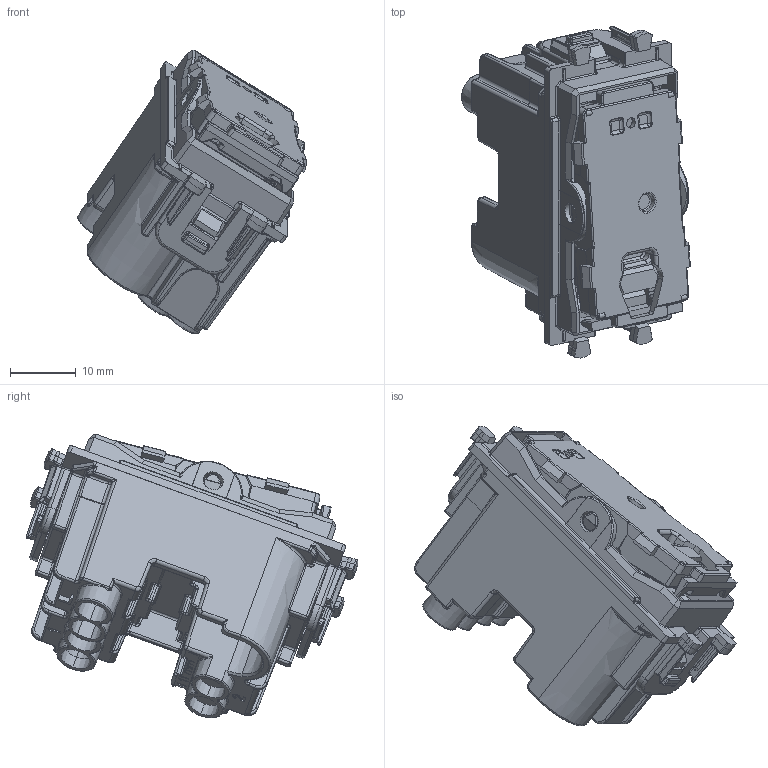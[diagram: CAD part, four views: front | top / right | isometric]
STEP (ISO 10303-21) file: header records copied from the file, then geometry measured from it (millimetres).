
FILE_DESCRIPTION(('CATIA V5 STEP Exchange'),'2;1');
FILE_NAME('441001ST.stp','2024-02-16T07:33:40+00:00',('none'),('none'),'CATIA Version 5-6 Release 2016 SP6','CATIA V5 STEP AP203','none');
FILE_SCHEMA(('CONFIG_CONTROL_DESIGN'));
Length unit declared in the file: millimetre
Products named in the file (1): 441001ST
Assembly tree (9 placements, depth 2):
  441001ST
    #57
    #54987
    #109992
    #139051
    #141621
    #143276  x2
    #145189  x2
Bounding box: 34.91 x 50.65 x 43.28 mm (x, y, z)
Volume: 10988.6 mm3; surface area: 18721.1 mm2
Topology: 10 solids, 10 shells, 3776 faces, 9786 edges, 5797 vertices
Faces by surface type: cylinder 1384, plane 1343, bspline 609, sphere 199, cone 141, torus 84, extrusion 16
Entity records: 146028 total; most frequent: CARTESIAN_POINT 69666, ORIENTED_EDGE 18648, DIRECTION 10728, EDGE_CURVE 9324, VERTEX_POINT 5651, VECTOR 4198, LINE 4182, AXIS2_PLACEMENT_3D 3928
